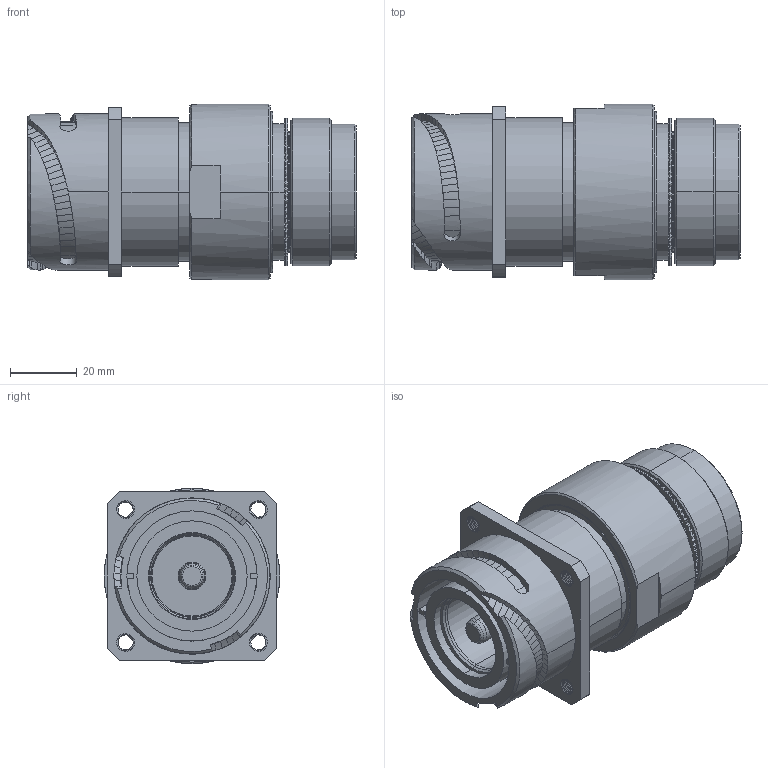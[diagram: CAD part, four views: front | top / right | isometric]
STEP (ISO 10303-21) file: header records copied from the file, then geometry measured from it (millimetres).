
FILE_DESCRIPTION((''),'2;1');
FILE_NAME('GCE3100E28M150P-B-T14','2024-07-12T08:40:45',('paultorloting'),('NET AG system integration'),'CREO PARAMETRIC BY PTC INC, 2021404','CREO PARAMETRIC BY PTC INC, 2021404','');
FILE_SCHEMA(('AUTOMOTIVE_DESIGN { 1 0 10303 214 1 1 1 1 }'));
Products named in the file (1): GCE3100E28M150P-B-T14
Bounding box: 98.2 x 52.5 x 52.5 mm (x, y, z)
Volume: 150651.2 mm3; surface area: 30522.5 mm2
Topology: 1 solids, 1 shells, 1219 faces, 3053 edges, 1863 vertices
Faces by surface type: plane 811, bspline 240, cylinder 123, cone 31, torus 14
Entity records: 52021 total; most frequent: CARTESIAN_POINT 17524, ORIENTED_EDGE 6106, DIRECTION 4562, EDGE_CURVE 3053, VECTOR 1957, LINE 1957, VERTEX_POINT 1863, AXIS2_PLACEMENT_3D 1301
